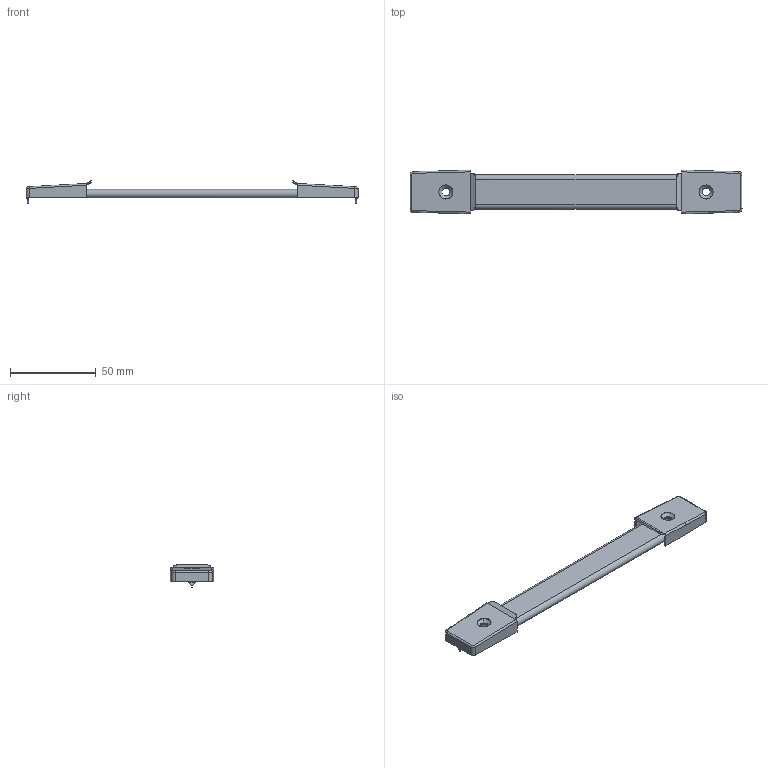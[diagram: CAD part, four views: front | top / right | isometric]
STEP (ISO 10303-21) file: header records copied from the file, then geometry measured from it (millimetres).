
FILE_DESCRIPTION((''),'2;1');
FILE_NAME('','2006-10-08T17:48:39',(''),(''),'','CADfix','');
FILE_SCHEMA(('AUTOMOTIVE_DESIGN'));
Length unit declared in the file: millimetre
Products named in the file (4): bracket; leaf spring; grip; THA_318_2_13438_36
Assembly tree (4 placements, depth 2):
  THA_318_2_13438_36
    bracket  x2
    leaf spring
    grip
Bounding box: 194 x 25.5 x 13 mm (x, y, z)
Volume: 18479.2 mm3; surface area: 26471 mm2
Topology: 4 solids, 4 shells, 130 faces, 414 edges, 292 vertices
Faces by surface type: bspline 130
Entity records: 3810 total; most frequent: CARTESIAN_POINT 2064, ORIENTED_EDGE 554, EDGE_CURVE 277, VERTEX_POINT 198, QUASI_UNIFORM_CURVE 146, B_SPLINE_CURVE_WITH_KNOTS 123, EDGE_LOOP 101, FACE_OUTER_BOUND 85
